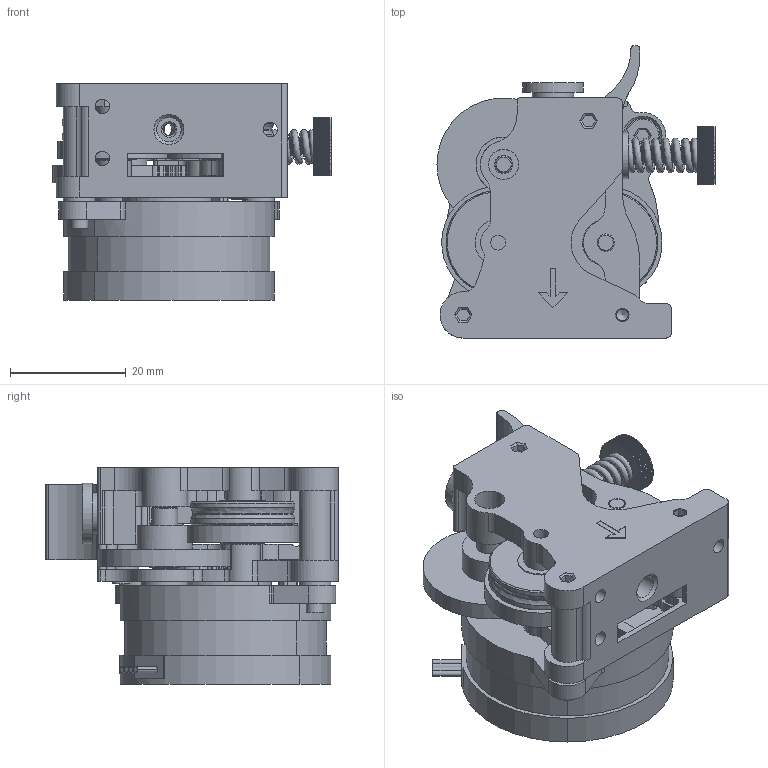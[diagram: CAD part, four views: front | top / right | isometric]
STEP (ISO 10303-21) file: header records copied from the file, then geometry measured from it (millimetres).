
FILE_DESCRIPTION(/* description */ (''),/* implementation_level */ '2;1');
FILE_NAME(/* name */ 'HGX斜齿一体挤出机.stp',/* time_stamp */ '2023-07-25T10:04:12+08:00',/* author */ (''),/* organization */ (''),/* preprocessor_version */ 'ST-DEVELOPER v16',/* originating_system */ 'SIEMENS PLM Software NX 10.0',/* authorisation */ '');
FILE_SCHEMA (('CONFIG_CONTROL_DESIGN'));
Products named in the file (1): HGX斜齿一体挤出机
Bounding box: 48.03 x 50.5 x 37.4 mm (x, y, z)
Volume: 32976.8 mm3; surface area: 18869.2 mm2
Topology: 1 solids, 6 shells, 1228 faces, 3533 edges, 2345 vertices
Faces by surface type: plane 682, cylinder 450, cone 58, extrusion 20, bspline 11, revolution 6, torus 1
Full cylindrical faces by diameter (mm): 2.1 x2, 2.5 x6, 2.6 x1, 3 x19, 3.1 x4, 3.2 x2, 4.2 x5, 4.25 x2, 4.5 x1, 5.2 x1, 5.5 x2, 6 x3, 6.5 x1, 6.7 x1, 7.14 x1, 8 x2, 9.5 x1, 10.5 x1, 17 x1, 18 x4, 23 x1
Entity records: 52094 total; most frequent: CARTESIAN_POINT 19857, ORIENTED_EDGE 6746, DIRECTION 6666, EDGE_CURVE 3373, AXIS2_PLACEMENT_3D 2295, VERTEX_POINT 2285, VECTOR 2070, LINE 2050
